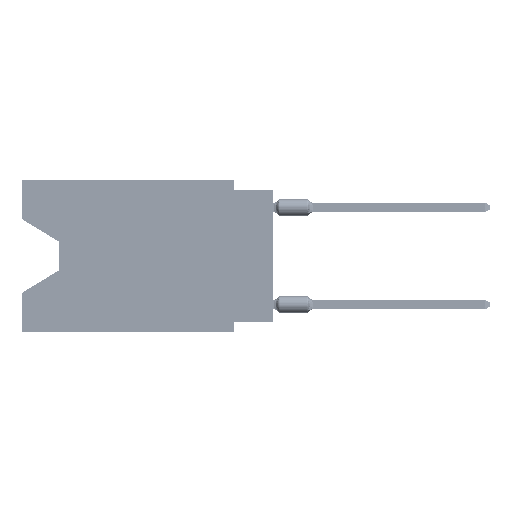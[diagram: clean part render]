
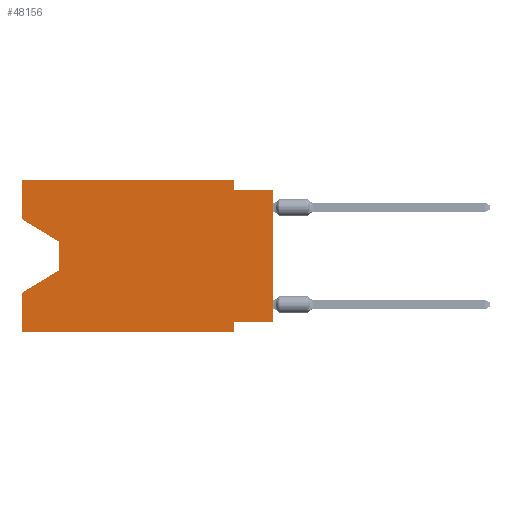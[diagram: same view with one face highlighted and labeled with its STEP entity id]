
A CAD part, left-side view. The second image highlights one B-rep face of the part: STEP entity #48156.
In plain terms, the highlighted planar face has unit normal (-1, 0, 0).
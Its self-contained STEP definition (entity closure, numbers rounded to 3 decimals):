
#3386 = EDGE_CURVE ( 'NONE', #65682, #69401, #25380, .T. ) ;
#3545 = CARTESIAN_POINT ( 'NONE',  ( 0., 2.54, -9.271 ) ) ;
#4577 = VECTOR ( 'NONE', #50116, 1000. ) ;
#5459 = VERTEX_POINT ( 'NONE', #41906 ) ;
#6498 = CARTESIAN_POINT ( 'NONE',  ( 0., 16.383, 0. ) ) ;
#7755 = CARTESIAN_POINT ( 'NONE',  ( 0., 0., -9.271 ) ) ;
#7993 = CARTESIAN_POINT ( 'NONE',  ( 0., 2.54, -0.635 ) ) ;
#8494 = VECTOR ( 'NONE', #55875, 1000. ) ;
#8617 = VECTOR ( 'NONE', #15710, 1000. ) ;
#8696 = EDGE_CURVE ( 'NONE', #5459, #17055, #25573, .T. ) ;
#9052 = EDGE_CURVE ( 'NONE', #24211, #20051, #17162, .T. ) ;
#9410 = EDGE_CURVE ( 'NONE', #24211, #13224, #45024, .T. ) ;
#10143 = DIRECTION ( 'NONE',  ( 0., 0., 1. ) ) ;
#12049 = DIRECTION ( 'NONE',  ( 0., 0., -1. ) ) ;
#12404 = CARTESIAN_POINT ( 'NONE',  ( 0., 2.54, 0. ) ) ;
#13224 = VERTEX_POINT ( 'NONE', #63981 ) ;
#13348 = PLANE ( 'NONE',  #69238 ) ;
#14382 = VERTEX_POINT ( 'NONE', #51370 ) ;
#14575 = VECTOR ( 'NONE', #54634, 1000. ) ;
#14835 = CARTESIAN_POINT ( 'NONE',  ( 0., 0., -0.635 ) ) ;
#15710 = DIRECTION ( 'NONE',  ( 0., 0., -1. ) ) ;
#15747 = EDGE_CURVE ( 'NONE', #70582, #14382, #31527, .T. ) ;
#17055 = VERTEX_POINT ( 'NONE', #3545 ) ;
#17162 = LINE ( 'NONE', #61483, #20838 ) ;
#17870 = LINE ( 'NONE', #12404, #23263 ) ;
#18685 = VERTEX_POINT ( 'NONE', #60895 ) ;
#18958 = CARTESIAN_POINT ( 'NONE',  ( 0., 2.54, 0. ) ) ;
#19163 = CARTESIAN_POINT ( 'NONE',  ( 0., 16.383, 0. ) ) ;
#20051 = VERTEX_POINT ( 'NONE', #6498 ) ;
#20838 = VECTOR ( 'NONE', #24029, 1000. ) ;
#21388 = LINE ( 'NONE', #43528, #8494 ) ;
#21803 = CARTESIAN_POINT ( 'NONE',  ( 0., 16.383, -2.546 ) ) ;
#23263 = VECTOR ( 'NONE', #12049, 1000. ) ;
#24029 = DIRECTION ( 'NONE',  ( 0., 0., 1. ) ) ;
#24120 = DIRECTION ( 'NONE',  ( 0., 1., 0. ) ) ;
#24211 = VERTEX_POINT ( 'NONE', #34608 ) ;
#25380 = LINE ( 'NONE', #14835, #63337 ) ;
#25573 = LINE ( 'NONE', #7755, #34659 ) ;
#26182 = EDGE_CURVE ( 'NONE', #5459, #69401, #59915, .T. ) ;
#26551 = ORIENTED_EDGE ( 'NONE', *, *, #47017, .F. ) ;
#28459 = DIRECTION ( 'NONE',  ( 0., -1., 0. ) ) ;
#29680 = CARTESIAN_POINT ( 'NONE',  ( 0., 13.97, -5.893 ) ) ;
#30442 = CARTESIAN_POINT ( 'NONE',  ( 0., 0., -0.635 ) ) ;
#31527 = LINE ( 'NONE', #54017, #38875 ) ;
#32299 = DIRECTION ( 'NONE',  ( 0., 0.855, -0.519 ) ) ;
#33082 = EDGE_CURVE ( 'NONE', #13224, #43364, #21388, .T. ) ;
#33193 = LINE ( 'NONE', #61522, #59849 ) ;
#33588 = ORIENTED_EDGE ( 'NONE', *, *, #33082, .T. ) ;
#34608 = CARTESIAN_POINT ( 'NONE',  ( 0., 16.383, -2.546 ) ) ;
#34659 = VECTOR ( 'NONE', #24120, 1000. ) ;
#38158 = ORIENTED_EDGE ( 'NONE', *, *, #15747, .T. ) ;
#38832 = CARTESIAN_POINT ( 'NONE',  ( 0., 0., 0. ) ) ;
#38875 = VECTOR ( 'NONE', #48928, 1000. ) ;
#39114 = VERTEX_POINT ( 'NONE', #18958 ) ;
#41302 = DIRECTION ( 'NONE',  ( 1., 0., 0. ) ) ;
#41725 = ORIENTED_EDGE ( 'NONE', *, *, #26182, .T. ) ;
#41906 = CARTESIAN_POINT ( 'NONE',  ( 0., 0., -9.271 ) ) ;
#43364 = VERTEX_POINT ( 'NONE', #29680 ) ;
#43528 = CARTESIAN_POINT ( 'NONE',  ( 0., 13.97, -4.013 ) ) ;
#45024 = LINE ( 'NONE', #21803, #4577 ) ;
#45637 = ORIENTED_EDGE ( 'NONE', *, *, #67194, .T. ) ;
#46762 = FACE_OUTER_BOUND ( 'NONE', #69732, .T. ) ;
#47017 = EDGE_CURVE ( 'NONE', #70582, #18685, #59375, .T. ) ;
#47090 = EDGE_CURVE ( 'NONE', #20051, #39114, #33193, .T. ) ;
#48156 = ADVANCED_FACE ( 'NONE', ( #46762 ), #13348, .F. ) ;
#48434 = VECTOR ( 'NONE', #32299, 1000. ) ;
#48928 = DIRECTION ( 'NONE',  ( 0., -1., 0. ) ) ;
#49169 = CARTESIAN_POINT ( 'NONE',  ( 0., 16.383, -9.906 ) ) ;
#50116 = DIRECTION ( 'NONE',  ( 0., -0.855, -0.519 ) ) ;
#51370 = CARTESIAN_POINT ( 'NONE',  ( 0., 2.54, -9.906 ) ) ;
#51892 = ORIENTED_EDGE ( 'NONE', *, *, #8696, .F. ) ;
#53169 = EDGE_CURVE ( 'NONE', #39114, #65682, #17870, .T. ) ;
#53703 = DIRECTION ( 'NONE',  ( 0., -1., 0. ) ) ;
#54017 = CARTESIAN_POINT ( 'NONE',  ( 0., 16.383, -9.906 ) ) ;
#54634 = DIRECTION ( 'NONE',  ( 0., 0., 1. ) ) ;
#55657 = CARTESIAN_POINT ( 'NONE',  ( 0., 2.54, -9.906 ) ) ;
#55875 = DIRECTION ( 'NONE',  ( 0., 0., -1. ) ) ;
#55974 = VECTOR ( 'NONE', #10143, 1000. ) ;
#56496 = ORIENTED_EDGE ( 'NONE', *, *, #63322, .F. ) ;
#57570 = ORIENTED_EDGE ( 'NONE', *, *, #9052, .F. ) ;
#59206 = ORIENTED_EDGE ( 'NONE', *, *, #9410, .T. ) ;
#59375 = LINE ( 'NONE', #59725, #14575 ) ;
#59725 = CARTESIAN_POINT ( 'NONE',  ( 0., 16.383, 0. ) ) ;
#59849 = VECTOR ( 'NONE', #28459, 1000. ) ;
#59915 = LINE ( 'NONE', #38832, #55974 ) ;
#60895 = CARTESIAN_POINT ( 'NONE',  ( 0., 16.383, -7.36 ) ) ;
#61483 = CARTESIAN_POINT ( 'NONE',  ( 0., 16.383, 0. ) ) ;
#61522 = CARTESIAN_POINT ( 'NONE',  ( 0., 16.383, 0. ) ) ;
#63030 = ORIENTED_EDGE ( 'NONE', *, *, #47090, .F. ) ;
#63322 = EDGE_CURVE ( 'NONE', #17055, #14382, #71304, .T. ) ;
#63337 = VECTOR ( 'NONE', #53703, 1000. ) ;
#63469 = ORIENTED_EDGE ( 'NONE', *, *, #3386, .F. ) ;
#63474 = DIRECTION ( 'NONE',  ( 0., 0., -1. ) ) ;
#63981 = CARTESIAN_POINT ( 'NONE',  ( 0., 13.97, -4.013 ) ) ;
#64644 = LINE ( 'NONE', #70470, #48434 ) ;
#65682 = VERTEX_POINT ( 'NONE', #7993 ) ;
#67194 = EDGE_CURVE ( 'NONE', #43364, #18685, #64644, .T. ) ;
#69238 = AXIS2_PLACEMENT_3D ( 'NONE', #19163, #41302, #63474 ) ;
#69401 = VERTEX_POINT ( 'NONE', #30442 ) ;
#69732 = EDGE_LOOP ( 'NONE', ( #59206, #33588, #45637, #26551, #38158, #56496, #51892, #41725, #63469, #70240, #63030, #57570 ) ) ;
#70240 = ORIENTED_EDGE ( 'NONE', *, *, #53169, .F. ) ;
#70470 = CARTESIAN_POINT ( 'NONE',  ( 0., 13.97, -5.893 ) ) ;
#70582 = VERTEX_POINT ( 'NONE', #49169 ) ;
#71304 = LINE ( 'NONE', #55657, #8617 ) ;
